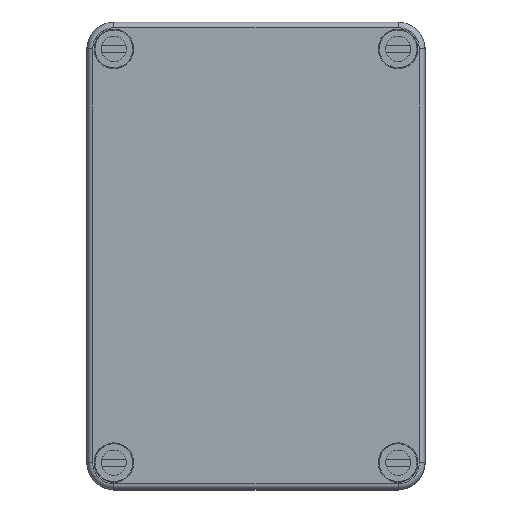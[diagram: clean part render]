
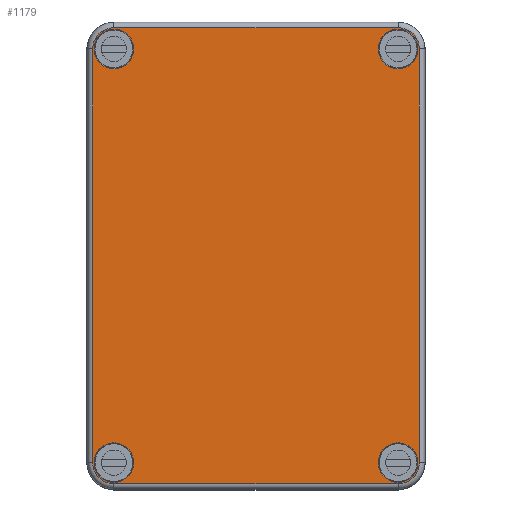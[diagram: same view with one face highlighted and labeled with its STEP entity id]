
A CAD part, top view. The second image highlights one B-rep face of the part: STEP entity #1179.
In plain terms, the highlighted planar face has unit normal (0, 0, 1).
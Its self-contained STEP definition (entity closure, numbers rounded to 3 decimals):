
#1179 = ADVANCED_FACE( '', ( #2731, #2732, #2733, #2734, #2735 ), #2736, .F. );
#2731 = FACE_BOUND( '', #4706, .T. );
#2732 = FACE_BOUND( '', #4707, .T. );
#2733 = FACE_BOUND( '', #4708, .T. );
#2734 = FACE_BOUND( '', #4709, .T. );
#2735 = FACE_OUTER_BOUND( '', #4710, .T. );
#2736 = PLANE( '', #4711 );
#4706 = EDGE_LOOP( '', ( #8076 ) );
#4707 = EDGE_LOOP( '', ( #8077 ) );
#4708 = EDGE_LOOP( '', ( #8078 ) );
#4709 = EDGE_LOOP( '', ( #8079 ) );
#4710 = EDGE_LOOP( '', ( #8080, #8081, #8082, #8083, #8084, #8085, #8086, #8087 ) );
#4711 = AXIS2_PLACEMENT_3D( '', #8088, #8089, #8090 );
#8076 = ORIENTED_EDGE( '', *, *, #12588, .F. );
#8077 = ORIENTED_EDGE( '', *, *, #12518, .F. );
#8078 = ORIENTED_EDGE( '', *, *, #12589, .F. );
#8079 = ORIENTED_EDGE( '', *, *, #12590, .F. );
#8080 = ORIENTED_EDGE( '', *, *, #11527, .T. );
#8081 = ORIENTED_EDGE( '', *, *, #12591, .F. );
#8082 = ORIENTED_EDGE( '', *, *, #12592, .T. );
#8083 = ORIENTED_EDGE( '', *, *, #11974, .T. );
#8084 = ORIENTED_EDGE( '', *, *, #11818, .F. );
#8085 = ORIENTED_EDGE( '', *, *, #11742, .T. );
#8086 = ORIENTED_EDGE( '', *, *, #11655, .F. );
#8087 = ORIENTED_EDGE( '', *, *, #12237, .F. );
#8088 = CARTESIAN_POINT( '', ( -45.382, 57.5, 15. ) );
#8089 = DIRECTION( '', ( 0., 0., -1. ) );
#8090 = DIRECTION( '', ( -1., 0., 0. ) );
#11527 = EDGE_CURVE( '', #13786, #13787, #13788, .T. );
#11655 = EDGE_CURVE( '', #14007, #14009, #14010, .T. );
#11742 = EDGE_CURVE( '', #14158, #14009, #14159, .T. );
#11818 = EDGE_CURVE( '', #14158, #14283, #14284, .T. );
#11974 = EDGE_CURVE( '', #14542, #14283, #14543, .T. );
#12237 = EDGE_CURVE( '', #13786, #14007, #14971, .T. );
#12518 = EDGE_CURVE( '', #15401, #15401, #15402, .T. );
#12588 = EDGE_CURVE( '', #15507, #15507, #15508, .T. );
#12589 = EDGE_CURVE( '', #15509, #15509, #15510, .T. );
#12590 = EDGE_CURVE( '', #15511, #15511, #15512, .T. );
#12591 = EDGE_CURVE( '', #15513, #13787, #15514, .T. );
#12592 = EDGE_CURVE( '', #15513, #14542, #15515, .T. );
#13786 = VERTEX_POINT( '', #16990 );
#13787 = VERTEX_POINT( '', #16991 );
#13788 = CIRCLE( '', #16992, 5.882 );
#14007 = VERTEX_POINT( '', #17274 );
#14009 = VERTEX_POINT( '', #17276 );
#14010 = CIRCLE( '', #17277, 5.882 );
#14158 = VERTEX_POINT( '', #17478 );
#14159 = LINE( '', #17479, #17480 );
#14283 = VERTEX_POINT( '', #17639 );
#14284 = CIRCLE( '', #17640, 5.882 );
#14542 = VERTEX_POINT( '', #18001 );
#14543 = LINE( '', #18002, #18003 );
#14971 = LINE( '', #18615, #18616 );
#15401 = VERTEX_POINT( '', #19164 );
#15402 = CIRCLE( '', #19165, 5.5 );
#15507 = VERTEX_POINT( '', #19307 );
#15508 = CIRCLE( '', #19308, 5.5 );
#15509 = VERTEX_POINT( '', #19309 );
#15510 = CIRCLE( '', #19310, 5.5 );
#15511 = VERTEX_POINT( '', #19311 );
#15512 = CIRCLE( '', #19312, 5.5 );
#15513 = VERTEX_POINT( '', #19313 );
#15514 = LINE( '', #19314, #19315 );
#15515 = CIRCLE( '', #19316, 5.882 );
#16990 = CARTESIAN_POINT( '', ( 39.5, -63.382, 15. ) );
#16991 = CARTESIAN_POINT( '', ( 45.382, -57.5, 15. ) );
#16992 = AXIS2_PLACEMENT_3D( '', #21074, #21075, #21076 );
#17274 = CARTESIAN_POINT( '', ( -39.5, -63.382, 15. ) );
#17276 = CARTESIAN_POINT( '', ( -45.382, -57.5, 15. ) );
#17277 = AXIS2_PLACEMENT_3D( '', #21257, #21258, #21259 );
#17478 = CARTESIAN_POINT( '', ( -45.382, 57.5, 15. ) );
#17479 = CARTESIAN_POINT( '', ( -45.382, 57.5, 15. ) );
#17480 = VECTOR( '', #21361, 1000. );
#17639 = CARTESIAN_POINT( '', ( -39.5, 63.382, 15. ) );
#17640 = AXIS2_PLACEMENT_3D( '', #21463, #21464, #21465 );
#18001 = CARTESIAN_POINT( '', ( 39.5, 63.382, 15. ) );
#18002 = CARTESIAN_POINT( '', ( 39.5, 63.382, 15. ) );
#18003 = VECTOR( '', #21657, 1000. );
#18615 = CARTESIAN_POINT( '', ( 39.5, -63.382, 15. ) );
#18616 = VECTOR( '', #22011, 1000. );
#19164 = CARTESIAN_POINT( '', ( 45., -57.5, 15. ) );
#19165 = AXIS2_PLACEMENT_3D( '', #22481, #22482, #22483 );
#19307 = CARTESIAN_POINT( '', ( -34., -57.5, 15. ) );
#19308 = AXIS2_PLACEMENT_3D( '', #22563, #22564, #22565 );
#19309 = CARTESIAN_POINT( '', ( -34., 57.5, 15. ) );
#19310 = AXIS2_PLACEMENT_3D( '', #22566, #22567, #22568 );
#19311 = CARTESIAN_POINT( '', ( 45., 57.5, 15. ) );
#19312 = AXIS2_PLACEMENT_3D( '', #22569, #22570, #22571 );
#19313 = CARTESIAN_POINT( '', ( 45.382, 57.5, 15. ) );
#19314 = CARTESIAN_POINT( '', ( 45.382, 57.5, 15. ) );
#19315 = VECTOR( '', #22572, 1000. );
#19316 = AXIS2_PLACEMENT_3D( '', #22573, #22574, #22575 );
#21074 = CARTESIAN_POINT( '', ( 39.5, -57.5, 15. ) );
#21075 = DIRECTION( '', ( 0., 0., 1. ) );
#21076 = DIRECTION( '', ( 1., 0., 0. ) );
#21257 = CARTESIAN_POINT( '', ( -39.5, -57.5, 15. ) );
#21258 = DIRECTION( '', ( 0., 0., -1. ) );
#21259 = DIRECTION( '', ( -1., 0., 0. ) );
#21361 = DIRECTION( '', ( 0., -1., 0. ) );
#21463 = CARTESIAN_POINT( '', ( -39.5, 57.5, 15. ) );
#21464 = DIRECTION( '', ( 0., 0., -1. ) );
#21465 = DIRECTION( '', ( -1., 0., 0. ) );
#21657 = DIRECTION( '', ( -1., 0., 0. ) );
#22011 = DIRECTION( '', ( -1., 0., 0. ) );
#22481 = CARTESIAN_POINT( '', ( 39.5, -57.5, 15. ) );
#22482 = DIRECTION( '', ( 0., 0., 1. ) );
#22483 = DIRECTION( '', ( 1., 0., 0. ) );
#22563 = CARTESIAN_POINT( '', ( -39.5, -57.5, 15. ) );
#22564 = DIRECTION( '', ( 0., 0., 1. ) );
#22565 = DIRECTION( '', ( 1., 0., 0. ) );
#22566 = CARTESIAN_POINT( '', ( -39.5, 57.5, 15. ) );
#22567 = DIRECTION( '', ( 0., 0., 1. ) );
#22568 = DIRECTION( '', ( 1., 0., 0. ) );
#22569 = CARTESIAN_POINT( '', ( 39.5, 57.5, 15. ) );
#22570 = DIRECTION( '', ( 0., 0., 1. ) );
#22571 = DIRECTION( '', ( 1., 0., 0. ) );
#22572 = DIRECTION( '', ( 0., -1., 0. ) );
#22573 = CARTESIAN_POINT( '', ( 39.5, 57.5, 15. ) );
#22574 = DIRECTION( '', ( 0., 0., 1. ) );
#22575 = DIRECTION( '', ( 1., 0., 0. ) );
